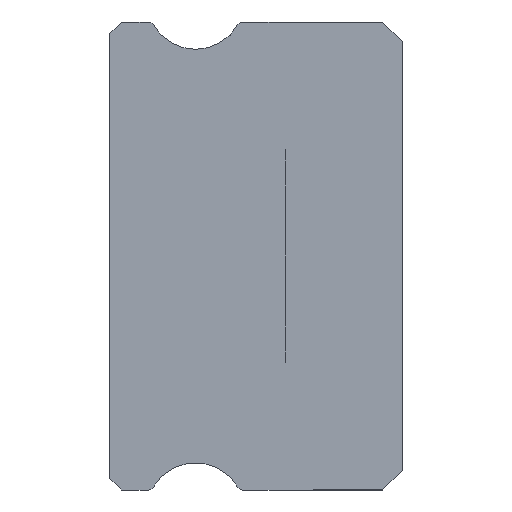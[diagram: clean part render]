
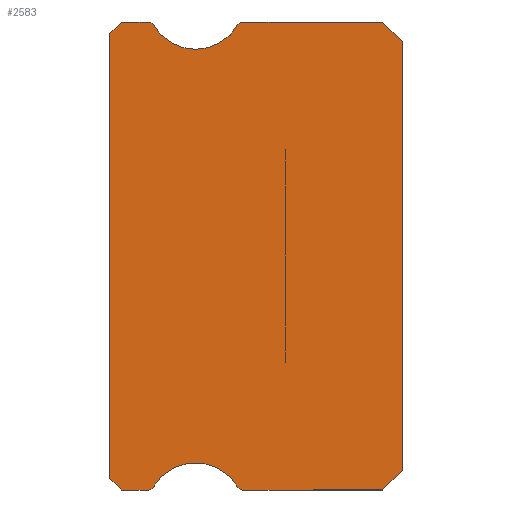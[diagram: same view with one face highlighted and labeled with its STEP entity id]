
A CAD part, left-side view. The second image highlights one B-rep face of the part: STEP entity #2583.
In plain terms, the highlighted planar face has unit normal (-1, 0, 0).
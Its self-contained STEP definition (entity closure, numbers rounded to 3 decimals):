
#5 = DIRECTION ( 'NONE',  ( 0., 1., 0. ) ) ;
#34 = DIRECTION ( 'NONE',  ( 0., 0., 1. ) ) ;
#69 = AXIS2_PLACEMENT_3D ( 'NONE', #4373, #6314, #258 ) ;
#84 = DIRECTION ( 'NONE',  ( 1., 0., 0. ) ) ;
#135 = VERTEX_POINT ( 'NONE', #4301 ) ;
#201 = EDGE_CURVE ( 'NONE', #3182, #4293, #5862, .T. ) ;
#258 = DIRECTION ( 'NONE',  ( 0., 0., -1. ) ) ;
#285 = AXIS2_PLACEMENT_3D ( 'NONE', #4821, #5856, #5727 ) ;
#290 = VECTOR ( 'NONE', #4797, 1000. ) ;
#375 = LINE ( 'NONE', #451, #5684 ) ;
#451 = CARTESIAN_POINT ( 'NONE',  ( -5., 6.512, 6. ) ) ;
#496 = EDGE_CURVE ( 'NONE', #4583, #135, #6411, .T. ) ;
#569 = CARTESIAN_POINT ( 'NONE',  ( -5., 6.512, -6. ) ) ;
#616 = AXIS2_PLACEMENT_3D ( 'NONE', #6594, #2148, #6620 ) ;
#636 = ORIENTED_EDGE ( 'NONE', *, *, #5660, .T. ) ;
#700 = FACE_OUTER_BOUND ( 'NONE', #5669, .T. ) ;
#765 = VERTEX_POINT ( 'NONE', #4834 ) ;
#778 = ORIENTED_EDGE ( 'NONE', *, *, #2406, .F. ) ;
#889 = CARTESIAN_POINT ( 'NONE',  ( -5., 7.2, 6. ) ) ;
#980 = EDGE_CURVE ( 'NONE', #5342, #2626, #5294, .T. ) ;
#1030 = AXIS2_PLACEMENT_3D ( 'NONE', #1265, #1335, #2943 ) ;
#1046 = CARTESIAN_POINT ( 'NONE',  ( -5., 6.512, -5.85 ) ) ;
#1125 = CARTESIAN_POINT ( 'NONE',  ( -5., 0.5, 6. ) ) ;
#1147 = CARTESIAN_POINT ( 'NONE',  ( -5., 5.3, 6.55 ) ) ;
#1240 = LINE ( 'NONE', #5793, #2367 ) ;
#1265 = CARTESIAN_POINT ( 'NONE',  ( -5., 4.088, -5.85 ) ) ;
#1335 = DIRECTION ( 'NONE',  ( 1., 0., 0. ) ) ;
#1388 = ORIENTED_EDGE ( 'NONE', *, *, #2249, .F. ) ;
#1404 = CIRCLE ( 'NONE', #5923, 0.15 ) ;
#1416 = VECTOR ( 'NONE', #6083, 1000. ) ;
#1449 = EDGE_CURVE ( 'NONE', #3906, #1546, #1788, .T. ) ;
#1536 = CARTESIAN_POINT ( 'NONE',  ( -5., 7.5, -5.7 ) ) ;
#1546 = VERTEX_POINT ( 'NONE', #569 ) ;
#1606 = VERTEX_POINT ( 'NONE', #3837 ) ;
#1714 = EDGE_CURVE ( 'NONE', #5342, #2944, #4274, .T. ) ;
#1756 = ORIENTED_EDGE ( 'NONE', *, *, #496, .F. ) ;
#1767 = CARTESIAN_POINT ( 'NONE',  ( -5., 6.512, 5.85 ) ) ;
#1783 = ORIENTED_EDGE ( 'NONE', *, *, #5149, .F. ) ;
#1788 = CIRCLE ( 'NONE', #5566, 0.15 ) ;
#1936 = CARTESIAN_POINT ( 'NONE',  ( -5., 0., -5.5 ) ) ;
#2148 = DIRECTION ( 'NONE',  ( -1., 0., 0. ) ) ;
#2167 = EDGE_CURVE ( 'NONE', #4293, #2963, #375, .T. ) ;
#2249 = EDGE_CURVE ( 'NONE', #3679, #4583, #4134, .T. ) ;
#2283 = ORIENTED_EDGE ( 'NONE', *, *, #2380, .F. ) ;
#2325 = ORIENTED_EDGE ( 'NONE', *, *, #980, .T. ) ;
#2367 = VECTOR ( 'NONE', #2743, 1000. ) ;
#2380 = EDGE_CURVE ( 'NONE', #5255, #1606, #6016, .T. ) ;
#2406 = EDGE_CURVE ( 'NONE', #2963, #4690, #2786, .T. ) ;
#2433 = AXIS2_PLACEMENT_3D ( 'NONE', #3953, #4083, #5658 ) ;
#2583 = ADVANCED_FACE ( 'NONE', ( #700 ), #2667, .F. ) ;
#2617 = CARTESIAN_POINT ( 'NONE',  ( -5., 4.088, -6. ) ) ;
#2626 = VERTEX_POINT ( 'NONE', #2737 ) ;
#2667 = PLANE ( 'NONE',  #285 ) ;
#2737 = CARTESIAN_POINT ( 'NONE',  ( -5., 7.2, -6. ) ) ;
#2743 = DIRECTION ( 'NONE',  ( 0., 1., 0. ) ) ;
#2785 = CARTESIAN_POINT ( 'NONE',  ( -5., 4.088, 6. ) ) ;
#2786 = LINE ( 'NONE', #2824, #3119 ) ;
#2789 = ORIENTED_EDGE ( 'NONE', *, *, #4773, .T. ) ;
#2824 = CARTESIAN_POINT ( 'NONE',  ( -5., 0.5, 6. ) ) ;
#2869 = ORIENTED_EDGE ( 'NONE', *, *, #1714, .F. ) ;
#2891 = CARTESIAN_POINT ( 'NONE',  ( -5., 4.217, 5.925 ) ) ;
#2899 = DIRECTION ( 'NONE',  ( 1., 0., 0. ) ) ;
#2941 = CARTESIAN_POINT ( 'NONE',  ( -5., 6.383, 5.925 ) ) ;
#2943 = DIRECTION ( 'NONE',  ( 0., 0., -1. ) ) ;
#2944 = VERTEX_POINT ( 'NONE', #5097 ) ;
#2963 = VERTEX_POINT ( 'NONE', #1125 ) ;
#3057 = LINE ( 'NONE', #6085, #4078 ) ;
#3119 = VECTOR ( 'NONE', #6353, 1000. ) ;
#3182 = VERTEX_POINT ( 'NONE', #2891 ) ;
#3319 = VECTOR ( 'NONE', #34, 1000. ) ;
#3471 = DIRECTION ( 'NONE',  ( 0., 0., -1. ) ) ;
#3474 = CARTESIAN_POINT ( 'NONE',  ( -5., 6.383, -5.925 ) ) ;
#3480 = DIRECTION ( 'NONE',  ( 0., 0., -1. ) ) ;
#3543 = DIRECTION ( 'NONE',  ( 0., -1., 0. ) ) ;
#3609 = ORIENTED_EDGE ( 'NONE', *, *, #201, .F. ) ;
#3679 = VERTEX_POINT ( 'NONE', #4682 ) ;
#3837 = CARTESIAN_POINT ( 'NONE',  ( -5., 5.3, 5.3 ) ) ;
#3875 = AXIS2_PLACEMENT_3D ( 'NONE', #1147, #4769, #3471 ) ;
#3906 = VERTEX_POINT ( 'NONE', #3474 ) ;
#3935 = ORIENTED_EDGE ( 'NONE', *, *, #6244, .F. ) ;
#3953 = CARTESIAN_POINT ( 'NONE',  ( -5., 4.088, 5.85 ) ) ;
#4078 = VECTOR ( 'NONE', #5612, 1000. ) ;
#4083 = DIRECTION ( 'NONE',  ( 1., 0., 0. ) ) ;
#4134 = LINE ( 'NONE', #6186, #4511 ) ;
#4138 = ORIENTED_EDGE ( 'NONE', *, *, #6122, .T. ) ;
#4193 = CARTESIAN_POINT ( 'NONE',  ( -5., 7.2, -6. ) ) ;
#4274 = LINE ( 'NONE', #5808, #3319 ) ;
#4277 = ORIENTED_EDGE ( 'NONE', *, *, #2167, .F. ) ;
#4293 = VERTEX_POINT ( 'NONE', #2785 ) ;
#4301 = CARTESIAN_POINT ( 'NONE',  ( -5., 4.217, -5.925 ) ) ;
#4335 = CARTESIAN_POINT ( 'NONE',  ( -5., 0., 5.5 ) ) ;
#4373 = CARTESIAN_POINT ( 'NONE',  ( -5., 5.3, 6.55 ) ) ;
#4478 = LINE ( 'NONE', #1936, #6235 ) ;
#4511 = VECTOR ( 'NONE', #5, 1000. ) ;
#4539 = EDGE_CURVE ( 'NONE', #6037, #3679, #4478, .T. ) ;
#4583 = VERTEX_POINT ( 'NONE', #2617 ) ;
#4682 = CARTESIAN_POINT ( 'NONE',  ( -5., 0.5, -6. ) ) ;
#4690 = VERTEX_POINT ( 'NONE', #4335 ) ;
#4769 = DIRECTION ( 'NONE',  ( -1., 0., 0. ) ) ;
#4773 = EDGE_CURVE ( 'NONE', #765, #4949, #1240, .T. ) ;
#4779 = ORIENTED_EDGE ( 'NONE', *, *, #6487, .F. ) ;
#4797 = DIRECTION ( 'NONE',  ( 0., -1., 0. ) ) ;
#4821 = CARTESIAN_POINT ( 'NONE',  ( -5., 6.512, 5.85 ) ) ;
#4834 = CARTESIAN_POINT ( 'NONE',  ( -5., 6.512, 6. ) ) ;
#4949 = VERTEX_POINT ( 'NONE', #889 ) ;
#5060 = CIRCLE ( 'NONE', #3875, 1.25 ) ;
#5097 = CARTESIAN_POINT ( 'NONE',  ( -5., 7.5, 5.7 ) ) ;
#5149 = EDGE_CURVE ( 'NONE', #765, #5255, #1404, .T. ) ;
#5182 = ORIENTED_EDGE ( 'NONE', *, *, #6467, .T. ) ;
#5255 = VERTEX_POINT ( 'NONE', #2941 ) ;
#5294 = LINE ( 'NONE', #4193, #6646 ) ;
#5342 = VERTEX_POINT ( 'NONE', #1536 ) ;
#5469 = CARTESIAN_POINT ( 'NONE',  ( -5., 0., 5.5 ) ) ;
#5507 = ORIENTED_EDGE ( 'NONE', *, *, #4539, .F. ) ;
#5544 = CARTESIAN_POINT ( 'NONE',  ( -5., 0., -5.5 ) ) ;
#5566 = AXIS2_PLACEMENT_3D ( 'NONE', #1046, #84, #5638 ) ;
#5612 = DIRECTION ( 'NONE',  ( 0., 0.707, -0.707 ) ) ;
#5638 = DIRECTION ( 'NONE',  ( 0., 0., -1. ) ) ;
#5658 = DIRECTION ( 'NONE',  ( 0., 0., -1. ) ) ;
#5660 = EDGE_CURVE ( 'NONE', #6037, #4690, #6592, .T. ) ;
#5669 = EDGE_LOOP ( 'NONE', ( #5182, #2869, #2325, #4138, #6045, #4779, #1756, #1388, #5507, #636, #778, #4277, #3609, #3935, #2283, #1783, #2789 ) ) ;
#5684 = VECTOR ( 'NONE', #3543, 1000. ) ;
#5727 = DIRECTION ( 'NONE',  ( 0., 0., -1. ) ) ;
#5759 = DIRECTION ( 'NONE',  ( 0., -0.707, -0.707 ) ) ;
#5793 = CARTESIAN_POINT ( 'NONE',  ( -5., 7.2, 6. ) ) ;
#5808 = CARTESIAN_POINT ( 'NONE',  ( -5., 7.5, 5.85 ) ) ;
#5856 = DIRECTION ( 'NONE',  ( 1., 0., 0. ) ) ;
#5862 = CIRCLE ( 'NONE', #2433, 0.15 ) ;
#5923 = AXIS2_PLACEMENT_3D ( 'NONE', #1767, #2899, #3480 ) ;
#6016 = CIRCLE ( 'NONE', #69, 1.25 ) ;
#6037 = VERTEX_POINT ( 'NONE', #5544 ) ;
#6045 = ORIENTED_EDGE ( 'NONE', *, *, #1449, .F. ) ;
#6083 = DIRECTION ( 'NONE',  ( 0., 0., 1. ) ) ;
#6085 = CARTESIAN_POINT ( 'NONE',  ( -5., 7.5, 5.7 ) ) ;
#6122 = EDGE_CURVE ( 'NONE', #2626, #1546, #6310, .T. ) ;
#6186 = CARTESIAN_POINT ( 'NONE',  ( -5., 6.512, -6. ) ) ;
#6216 = CARTESIAN_POINT ( 'NONE',  ( -5., 6.512, -6. ) ) ;
#6235 = VECTOR ( 'NONE', #6531, 1000. ) ;
#6244 = EDGE_CURVE ( 'NONE', #1606, #3182, #5060, .T. ) ;
#6310 = LINE ( 'NONE', #6216, #290 ) ;
#6314 = DIRECTION ( 'NONE',  ( -1., 0., 0. ) ) ;
#6353 = DIRECTION ( 'NONE',  ( 0., -0.707, -0.707 ) ) ;
#6411 = CIRCLE ( 'NONE', #1030, 0.15 ) ;
#6437 = CIRCLE ( 'NONE', #616, 1.25 ) ;
#6467 = EDGE_CURVE ( 'NONE', #4949, #2944, #3057, .T. ) ;
#6487 = EDGE_CURVE ( 'NONE', #135, #3906, #6437, .T. ) ;
#6531 = DIRECTION ( 'NONE',  ( 0., 0.707, -0.707 ) ) ;
#6592 = LINE ( 'NONE', #5469, #1416 ) ;
#6594 = CARTESIAN_POINT ( 'NONE',  ( -5., 5.3, -6.55 ) ) ;
#6620 = DIRECTION ( 'NONE',  ( 0., 0., -1. ) ) ;
#6646 = VECTOR ( 'NONE', #5759, 1000. ) ;
